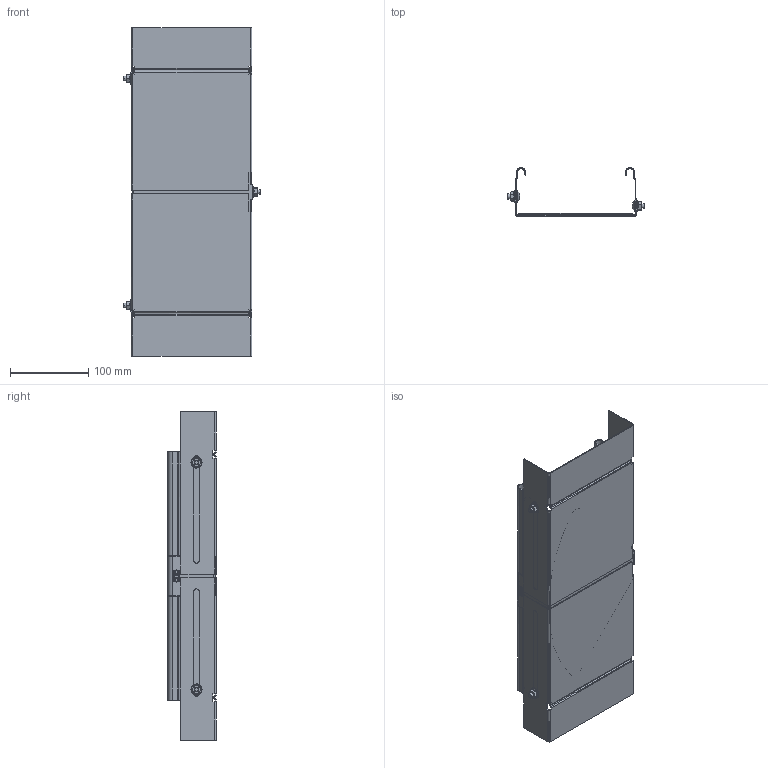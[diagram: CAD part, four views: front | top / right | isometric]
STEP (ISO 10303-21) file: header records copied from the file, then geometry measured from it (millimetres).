
FILE_DESCRIPTION(/* description */ (''),/* implementation_level */ '2;1');
FILE_NAME(/* name */ '6040502',/* time_stamp */ '2014-10-22T09:51:09+02:00',/* author */ (''),/* organization */ (''),/* preprocessor_version */ 'ST-DEVELOPER v15',/* originating_system */ '',/* authorisation */ '');
FILE_SCHEMA (('AUTOMOTIVE_DESIGN'));
Length unit declared in the file: millimetre
Products named in the file (2): Document; Block 02
Assembly tree (1 placements, depth 2):
  Document
    Block 02
Bounding box: 175 x 61.49 x 420 mm (x, y, z)
Volume: 157830.4 mm3; surface area: 321067.8 mm2
Topology: 5 solids, 8 shells, 507 faces, 1298 edges, 784 vertices
Faces by surface type: bspline 254, plane 253
Entity records: 18356 total; most frequent: CARTESIAN_POINT 10632, ORIENTED_EDGE 2536, EDGE_CURVE 1292, VERTEX_POINT 784, B_SPLINE_CURVE_WITH_KNOTS 671, EDGE_LOOP 550, ADVANCED_FACE 507, FACE_OUTER_BOUND 507
